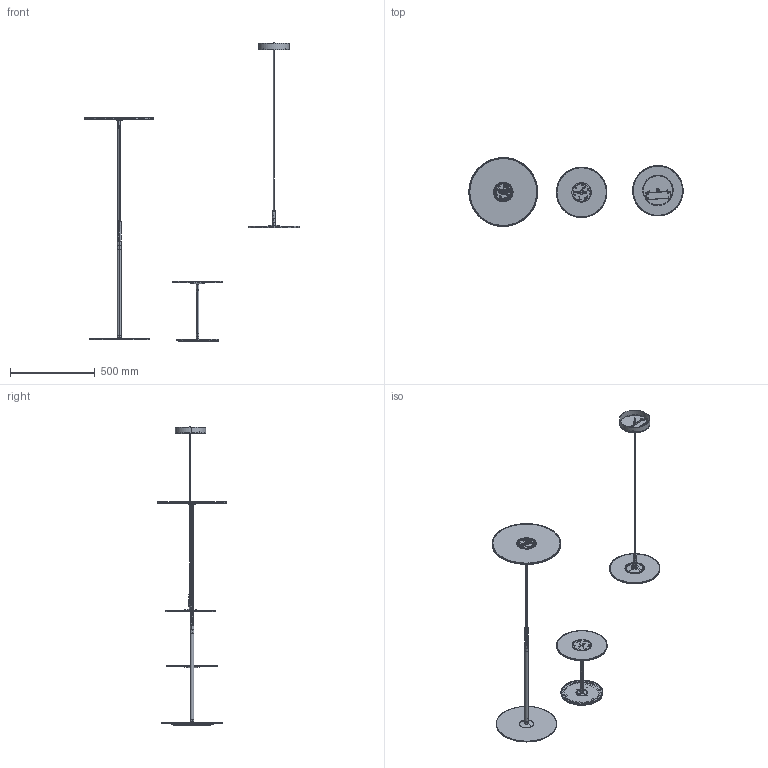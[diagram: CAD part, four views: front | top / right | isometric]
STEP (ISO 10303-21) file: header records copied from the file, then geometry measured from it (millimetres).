
FILE_DESCRIPTION(/* description */ (''),/* implementation_level */ '2;1');
FILE_NAME(/* name */ 'CIRCA~1',/* time_stamp */ '2018-03-09T11:05:16-08:00',/* author */ (''),/* organization */ (''),/* preprocessor_version */ 'ST-DEVELOPER v15',/* originating_system */ '',/* authorisation */ '');
FILE_SCHEMA (('CONFIG_CONTROL_DESIGN'));
Products named in the file (36): Document; Circa Table Lens_1; tube cover; tube; strain relief; Circa Pivot Connector-pendant; Circa Table Head Cover_1; Circa Lens Cap_2; CIA-0203 Circa Head Logo Cap; CIA-0515 Circa Large reflector ring; CIA-0206 Circa Head Bushing; Pixo-2012 Pixo Upper Arm Bushing,Alu rev3.0; CIA-0512 Circa Large LGP; CIA-0902 Circa Floor Upper Stem; CIA-0417 Circa Floor Base Plate; CIA-0304 Circa Head Pivot Insert; CIA-0215 Circa Touch switch; Pixo-6004 DC-PIN; CIA-0513 Circa Large BEF; Pixo-2013 Pixo Lower Arm stem Bushing-A1; CIA-0418 Circa Floor Base Disc; CIA-0714 Circa Floor Upper Connector Washer; CIA-0419 Circa Floor Stem Post cover; CIA-0701 Circa Head Tape; CIA-0302 Circa Head Lens Cap; CIA-0423 Circa Floor Spacer Cover; CIA-0301 Circa Head Heatsink; CIA-0904 Circa Floor Lower Stem; CIA-0212 Circa Large Lens; CIA-0303-01 Circa Head Pivot Connector; CIA-0903 Circa Floor Stem Post; CIA-0211 Circa Large Head Cover; CIA-0601 Circa LED Board; CIA-0428 Circa Floor Stem Connector; CIA-0514 Circa Large diffuser; CIA-0511 Circa Large Reflector_FLOOR
Assembly tree (40 placements, depth 2):
  Document
    Circa Table Lens_1
    tube cover
    tube
    strain relief
    Circa Pivot Connector-pendant
    Circa Table Head Cover_1
    Circa Lens Cap_2
    CIA-0203 Circa Head Logo Cap  x2
    CIA-0515 Circa Large reflector ring
    CIA-0206 Circa Head Bushing  x2
    Pixo-2012 Pixo Upper Arm Bushing,Alu rev3.0  x2
    CIA-0512 Circa Large LGP
    CIA-0902 Circa Floor Upper Stem
    CIA-0417 Circa Floor Base Plate
    CIA-0304 Circa Head Pivot Insert  x2
    CIA-0215 Circa Touch switch
    Pixo-6004 DC-PIN
    CIA-0513 Circa Large BEF
    Pixo-2013 Pixo Lower Arm stem Bushing-A1  x2
    CIA-0418 Circa Floor Base Disc
    CIA-0714 Circa Floor Upper Connector Washer
    CIA-0419 Circa Floor Stem Post cover
    CIA-0701 Circa Head Tape
    CIA-0302 Circa Head Lens Cap
    CIA-0423 Circa Floor Spacer Cover
    CIA-0301 Circa Head Heatsink
    CIA-0904 Circa Floor Lower Stem
    CIA-0212 Circa Large Lens
    CIA-0303-01 Circa Head Pivot Connector
    CIA-0903 Circa Floor Stem Post
    CIA-0211 Circa Large Head Cover
    CIA-0601 Circa LED Board
    CIA-0428 Circa Floor Stem Connector
    CIA-0514 Circa Large diffuser
    CIA-0511 Circa Large Reflector_FLOOR
Bounding box: 1264.62 x 406.5 x 1762.88 mm (x, y, z)
Volume: 3023760.8 mm3; surface area: 2843040.6 mm2
Topology: 47 solids, 51 shells, 5274 faces, 13706 edges, 8580 vertices
Faces by surface type: bspline 3481, plane 1793
Entity records: 206954 total; most frequent: CARTESIAN_POINT 131843, ORIENTED_EDGE 24578, EDGE_CURVE 12297, VERTEX_POINT 7794, B_SPLINE_CURVE_WITH_KNOTS 6597, EDGE_LOOP 5220, ADVANCED_FACE 4830, FACE_OUTER_BOUND 4830
